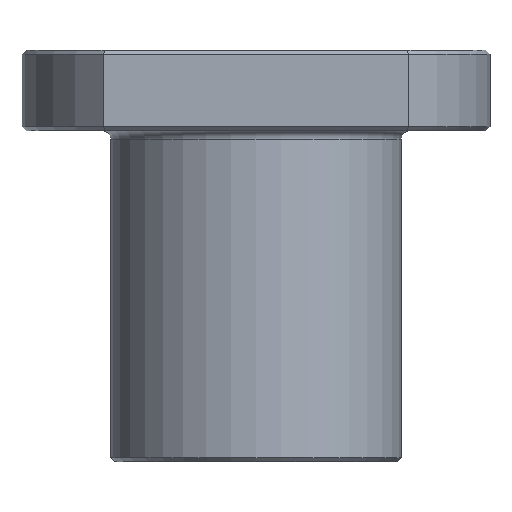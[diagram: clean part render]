
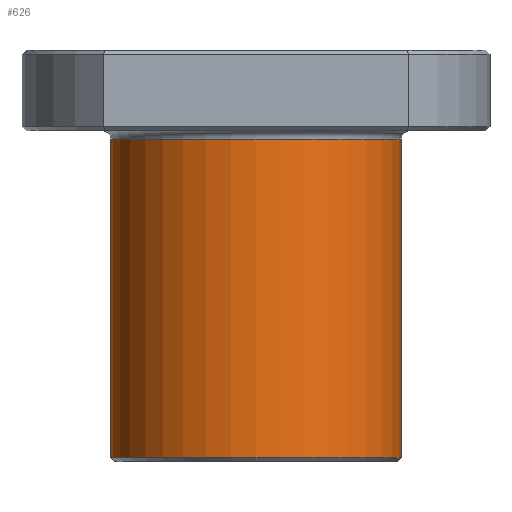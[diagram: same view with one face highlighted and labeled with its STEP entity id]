
A CAD part, front view. The second image highlights one B-rep face of the part: STEP entity #626.
In plain terms, the highlighted cylindrical face has radius 18 mm (diameter 36 mm), a partial arc.
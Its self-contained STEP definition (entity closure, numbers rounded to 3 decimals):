
#626 = ADVANCED_FACE ( 'NONE', ( #825 ), #5098, .T. ) ;
#757 = DIRECTION ( 'NONE',  ( 0., 0., 1. ) ) ;
#825 = FACE_OUTER_BOUND ( 'NONE', #6266, .T. ) ;
#877 = CARTESIAN_POINT ( 'NONE',  ( 0., 0., -50.5 ) ) ;
#1131 = AXIS2_PLACEMENT_3D ( 'NONE', #877, #757, #1917 ) ;
#1343 = VERTEX_POINT ( 'NONE', #4994 ) ;
#1731 = AXIS2_PLACEMENT_3D ( 'NONE', #7524, #6937, #3901 ) ;
#1857 = LINE ( 'NONE', #6776, #4216 ) ;
#1908 = CARTESIAN_POINT ( 'NONE',  ( 0., 0., -11. ) ) ;
#1917 = DIRECTION ( 'NONE',  ( 1., 0., 0. ) ) ;
#1998 = LINE ( 'NONE', #3277, #4303 ) ;
#2058 = VERTEX_POINT ( 'NONE', #5594 ) ;
#2692 = ORIENTED_EDGE ( 'NONE', *, *, #7705, .T. ) ;
#3277 = CARTESIAN_POINT ( 'NONE',  ( 18., 0., 25.019 ) ) ;
#3562 = CIRCLE ( 'NONE', #6123, 18. ) ;
#3685 = CIRCLE ( 'NONE', #1131, 18. ) ;
#3713 = CARTESIAN_POINT ( 'NONE',  ( 18., 0., -50.5 ) ) ;
#3738 = DIRECTION ( 'NONE',  ( 0., 0., 1. ) ) ;
#3901 = DIRECTION ( 'NONE',  ( 1., 0., 0. ) ) ;
#3958 = CARTESIAN_POINT ( 'NONE',  ( -18., 0., -50.5 ) ) ;
#4061 = VERTEX_POINT ( 'NONE', #3713 ) ;
#4216 = VECTOR ( 'NONE', #3738, 1000. ) ;
#4303 = VECTOR ( 'NONE', #5074, 1000. ) ;
#4347 = DIRECTION ( 'NONE',  ( 1., 0., 0. ) ) ;
#4458 = ORIENTED_EDGE ( 'NONE', *, *, #5720, .T. ) ;
#4579 = DIRECTION ( 'NONE',  ( 0., 0., -1. ) ) ;
#4882 = EDGE_CURVE ( 'NONE', #7337, #2058, #1857, .T. ) ;
#4994 = CARTESIAN_POINT ( 'NONE',  ( 18., 0., -11. ) ) ;
#5074 = DIRECTION ( 'NONE',  ( 0., 0., 1. ) ) ;
#5098 = CYLINDRICAL_SURFACE ( 'NONE', #1731, 18. ) ;
#5182 = ORIENTED_EDGE ( 'NONE', *, *, #4882, .F. ) ;
#5594 = CARTESIAN_POINT ( 'NONE',  ( -18., 0., -11. ) ) ;
#5720 = EDGE_CURVE ( 'NONE', #7337, #4061, #3685, .T. ) ;
#6123 = AXIS2_PLACEMENT_3D ( 'NONE', #1908, #4579, #4347 ) ;
#6266 = EDGE_LOOP ( 'NONE', ( #5182, #4458, #6556, #2692 ) ) ;
#6556 = ORIENTED_EDGE ( 'NONE', *, *, #6915, .T. ) ;
#6776 = CARTESIAN_POINT ( 'NONE',  ( -18., 0., 25.019 ) ) ;
#6915 = EDGE_CURVE ( 'NONE', #4061, #1343, #1998, .T. ) ;
#6937 = DIRECTION ( 'NONE',  ( 0., 0., 1. ) ) ;
#7337 = VERTEX_POINT ( 'NONE', #3958 ) ;
#7524 = CARTESIAN_POINT ( 'NONE',  ( 0., 0., 25.019 ) ) ;
#7705 = EDGE_CURVE ( 'NONE', #1343, #2058, #3562, .T. ) ;
